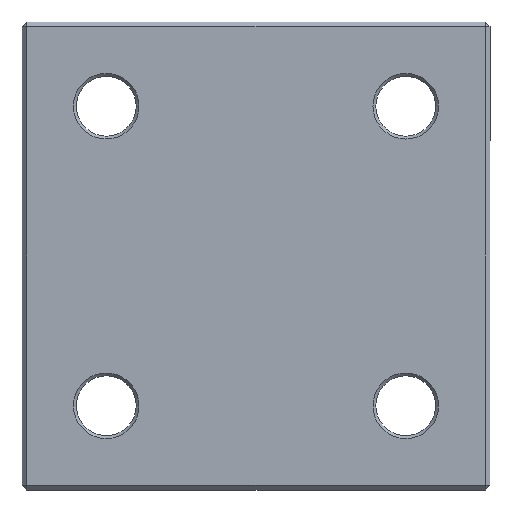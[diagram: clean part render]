
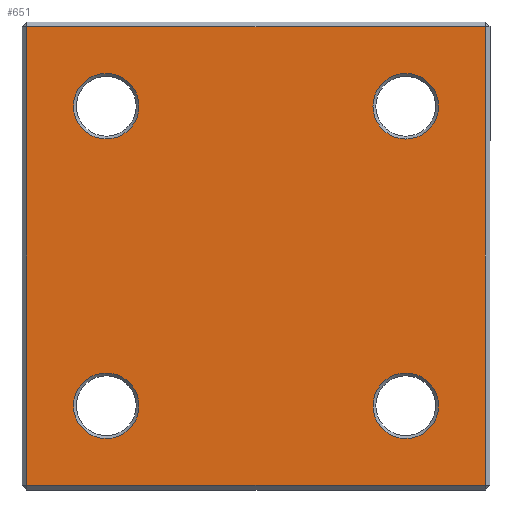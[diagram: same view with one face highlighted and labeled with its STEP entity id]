
A CAD part, front view. The second image highlights one B-rep face of the part: STEP entity #651.
In plain terms, the highlighted planar face has unit normal (0, -1, 0).
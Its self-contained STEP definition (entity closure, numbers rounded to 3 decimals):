
#3 = VERTEX_POINT ( 'NONE', #356 ) ;
#57 = DIRECTION ( 'NONE',  ( 0., 0., -1. ) ) ;
#60 = CARTESIAN_POINT ( 'NONE',  ( -8., -2.8, -8. ) ) ;
#76 = VERTEX_POINT ( 'NONE', #952 ) ;
#97 = DIRECTION ( 'NONE',  ( 0., 0., -1. ) ) ;
#141 = FACE_BOUND ( 'NONE', #649, .T. ) ;
#166 = EDGE_LOOP ( 'NONE', ( #268 ) ) ;
#170 = DIRECTION ( 'NONE',  ( 0., 0., -1. ) ) ;
#185 = EDGE_CURVE ( 'NONE', #3, #3, #795, .T. ) ;
#200 = CIRCLE ( 'NONE', #291, 1.75 ) ;
#236 = DIRECTION ( 'NONE',  ( 0., 0., 1. ) ) ;
#239 = VECTOR ( 'NONE', #1024, 1000. ) ;
#242 = DIRECTION ( 'NONE',  ( 1., 0., 0. ) ) ;
#268 = ORIENTED_EDGE ( 'NONE', *, *, #714, .F. ) ;
#273 = VERTEX_POINT ( 'NONE', #423 ) ;
#276 = CARTESIAN_POINT ( 'NONE',  ( 8., -2.8, -8. ) ) ;
#284 = ORIENTED_EDGE ( 'NONE', *, *, #1004, .F. ) ;
#291 = AXIS2_PLACEMENT_3D ( 'NONE', #1052, #775, #615 ) ;
#292 = ORIENTED_EDGE ( 'NONE', *, *, #185, .F. ) ;
#326 = FACE_BOUND ( 'NONE', #166, .T. ) ;
#333 = FACE_OUTER_BOUND ( 'NONE', #894, .T. ) ;
#356 = CARTESIAN_POINT ( 'NONE',  ( -8., -2.8, 6.25 ) ) ;
#360 = AXIS2_PLACEMENT_3D ( 'NONE', #60, #594, #503 ) ;
#371 = CARTESIAN_POINT ( 'NONE',  ( -12.25, -2.8, -12.25 ) ) ;
#393 = ORIENTED_EDGE ( 'NONE', *, *, #570, .F. ) ;
#405 = CARTESIAN_POINT ( 'NONE',  ( -8., -2.8, 8. ) ) ;
#423 = CARTESIAN_POINT ( 'NONE',  ( 8., -2.8, -9.75 ) ) ;
#430 = DIRECTION ( 'NONE',  ( 0., -1., 0. ) ) ;
#456 = VECTOR ( 'NONE', #242, 1000. ) ;
#493 = CARTESIAN_POINT ( 'NONE',  ( 0., -2.8, -12.25 ) ) ;
#495 = FACE_BOUND ( 'NONE', #1041, .T. ) ;
#503 = DIRECTION ( 'NONE',  ( 0., 0., -1. ) ) ;
#512 = AXIS2_PLACEMENT_3D ( 'NONE', #276, #430, #97 ) ;
#515 = VERTEX_POINT ( 'NONE', #371 ) ;
#530 = LINE ( 'NONE', #790, #1094 ) ;
#570 = EDGE_CURVE ( 'NONE', #697, #697, #742, .T. ) ;
#572 = CARTESIAN_POINT ( 'NONE',  ( -12.25, -2.8, 12.25 ) ) ;
#580 = ORIENTED_EDGE ( 'NONE', *, *, #1087, .F. ) ;
#594 = DIRECTION ( 'NONE',  ( 0., -1., 0. ) ) ;
#615 = DIRECTION ( 'NONE',  ( 0., 0., -1. ) ) ;
#649 = EDGE_LOOP ( 'NONE', ( #292 ) ) ;
#651 = ADVANCED_FACE ( 'NONE', ( #141, #326, #1117, #495, #333 ), #837, .F. ) ;
#666 = CARTESIAN_POINT ( 'NONE',  ( 0., -2.8, 0. ) ) ;
#670 = DIRECTION ( 'NONE',  ( -1., 0., 0. ) ) ;
#697 = VERTEX_POINT ( 'NONE', #1125 ) ;
#714 = EDGE_CURVE ( 'NONE', #76, #76, #200, .T. ) ;
#719 = CARTESIAN_POINT ( 'NONE',  ( 12.25, -2.8, 12.25 ) ) ;
#742 = CIRCLE ( 'NONE', #360, 1.75 ) ;
#753 = EDGE_CURVE ( 'NONE', #823, #1007, #530, .T. ) ;
#772 = DIRECTION ( 'NONE',  ( 0., -1., 0. ) ) ;
#775 = DIRECTION ( 'NONE',  ( 0., -1., 0. ) ) ;
#787 = EDGE_CURVE ( 'NONE', #273, #273, #798, .T. ) ;
#790 = CARTESIAN_POINT ( 'NONE',  ( 12.25, -2.8, 0. ) ) ;
#795 = CIRCLE ( 'NONE', #888, 1.75 ) ;
#798 = CIRCLE ( 'NONE', #512, 1.75 ) ;
#823 = VERTEX_POINT ( 'NONE', #719 ) ;
#832 = AXIS2_PLACEMENT_3D ( 'NONE', #666, #1014, #236 ) ;
#835 = LINE ( 'NONE', #493, #1018 ) ;
#837 = PLANE ( 'NONE',  #832 ) ;
#864 = EDGE_LOOP ( 'NONE', ( #1106 ) ) ;
#883 = ORIENTED_EDGE ( 'NONE', *, *, #1049, .F. ) ;
#888 = AXIS2_PLACEMENT_3D ( 'NONE', #405, #772, #57 ) ;
#894 = EDGE_LOOP ( 'NONE', ( #883, #1012, #580, #284 ) ) ;
#918 = CARTESIAN_POINT ( 'NONE',  ( 0., -2.8, 12.25 ) ) ;
#924 = CARTESIAN_POINT ( 'NONE',  ( 12.25, -2.8, -12.25 ) ) ;
#952 = CARTESIAN_POINT ( 'NONE',  ( 8., -2.8, 6.25 ) ) ;
#1002 = LINE ( 'NONE', #1020, #239 ) ;
#1004 = EDGE_CURVE ( 'NONE', #515, #1083, #1002, .T. ) ;
#1007 = VERTEX_POINT ( 'NONE', #924 ) ;
#1012 = ORIENTED_EDGE ( 'NONE', *, *, #753, .F. ) ;
#1014 = DIRECTION ( 'NONE',  ( 0., 1., 0. ) ) ;
#1018 = VECTOR ( 'NONE', #670, 1000. ) ;
#1020 = CARTESIAN_POINT ( 'NONE',  ( -12.25, -2.8, 0. ) ) ;
#1024 = DIRECTION ( 'NONE',  ( 0., 0., 1. ) ) ;
#1041 = EDGE_LOOP ( 'NONE', ( #393 ) ) ;
#1049 = EDGE_CURVE ( 'NONE', #1007, #515, #835, .T. ) ;
#1052 = CARTESIAN_POINT ( 'NONE',  ( 8., -2.8, 8. ) ) ;
#1083 = VERTEX_POINT ( 'NONE', #572 ) ;
#1087 = EDGE_CURVE ( 'NONE', #1083, #823, #1115, .T. ) ;
#1094 = VECTOR ( 'NONE', #170, 1000. ) ;
#1106 = ORIENTED_EDGE ( 'NONE', *, *, #787, .F. ) ;
#1115 = LINE ( 'NONE', #918, #456 ) ;
#1117 = FACE_BOUND ( 'NONE', #864, .T. ) ;
#1125 = CARTESIAN_POINT ( 'NONE',  ( -8., -2.8, -9.75 ) ) ;
